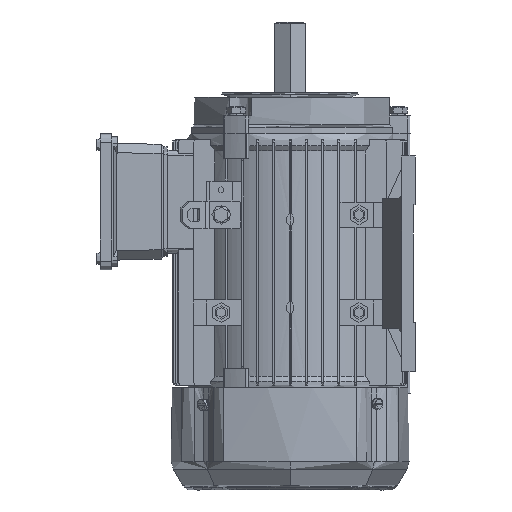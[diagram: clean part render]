
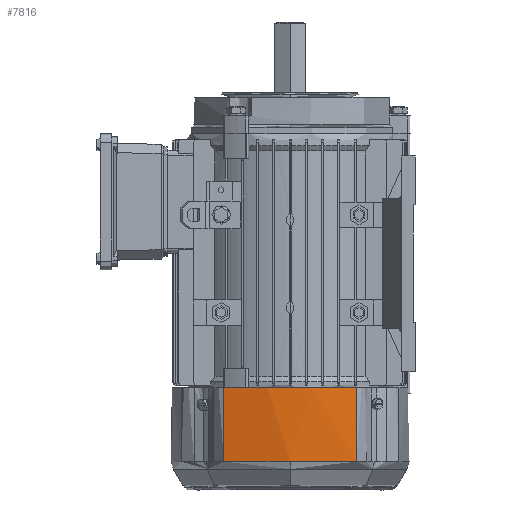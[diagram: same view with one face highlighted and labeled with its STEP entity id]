
A CAD part, left-side view. The second image highlights one B-rep face of the part: STEP entity #7816.
In plain terms, the highlighted cylindrical face has radius 178 mm (diameter 356 mm), a partial arc.
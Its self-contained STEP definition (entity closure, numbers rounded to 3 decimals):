
#6288 = DIRECTION ( 'NONE',  ( 0., 0., -1. ) ) ;
#7816 = ADVANCED_FACE ( 'NONE', ( #225711 ), #124498, .T. ) ;
#13818 = VERTEX_POINT ( 'NONE', #61707 ) ;
#15754 = CARTESIAN_POINT ( 'NONE',  ( -88.236, 48.607, -54.102 ) ) ;
#16249 = VERTEX_POINT ( 'NONE', #124731 ) ;
#24273 = LINE ( 'NONE', #159999, #75348 ) ;
#34213 = CARTESIAN_POINT ( 'NONE',  ( -95., 3.303, -54.102 ) ) ;
#35046 = CARTESIAN_POINT ( 'NONE',  ( -87.95, 49.599, -54.102 ) ) ;
#53736 = CARTESIAN_POINT ( 'NONE',  ( -95., 0., -54.102 ) ) ;
#54292 = CARTESIAN_POINT ( 'NONE',  ( -87.454, 51.282, -54.102 ) ) ;
#54441 = VERTEX_POINT ( 'NONE', #235226 ) ;
#54576 = CARTESIAN_POINT ( 'NONE',  ( -94.321, -17.937, -54.102 ) ) ;
#55578 = VECTOR ( 'NONE', #109516, 1000. ) ;
#61707 = CARTESIAN_POINT ( 'NONE',  ( -86.928, -52.994, 5. ) ) ;
#68331 = B_SPLINE_CURVE_WITH_KNOTS ( 'NONE', 3,
 ( #53736, #130289, #54576, #188694, #73889, #207727 ),
 .UNSPECIFIED., .F., .F.,
 ( 4, 2, 4 ),
 ( 0., 0.5, 1. ),
 .UNSPECIFIED. ) ;
#72788 = CARTESIAN_POINT ( 'NONE',  ( -93.989, 19.786, -54.102 ) ) ;
#73621 = CARTESIAN_POINT ( 'NONE',  ( -87.007, 52.741, -54.102 ) ) ;
#73889 = CARTESIAN_POINT ( 'NONE',  ( -89.598, -44.433, -54.102 ) ) ;
#75348 = VECTOR ( 'NONE', #6288, 1000. ) ;
#75522 = VERTEX_POINT ( 'NONE', #232589 ) ;
#81096 = ORIENTED_EDGE ( 'NONE', *, *, #116497, .T. ) ;
#90108 = CARTESIAN_POINT ( 'NONE',  ( -86.928, -52.994, -65. ) ) ;
#92222 = CARTESIAN_POINT ( 'NONE',  ( -91.655, 34.465, -54.102 ) ) ;
#93033 = CARTESIAN_POINT ( 'NONE',  ( -86.928, 52.994, -54.102 ) ) ;
#102045 = EDGE_CURVE ( 'NONE', #75522, #134356, #68331, .T. ) ;
#104717 = CARTESIAN_POINT ( 'NONE',  ( -86.928, -52.994, -54.102 ) ) ;
#109516 = DIRECTION ( 'NONE',  ( 0., 0., -1. ) ) ;
#111601 = CARTESIAN_POINT ( 'NONE',  ( -89.661, 43.326, -54.102 ) ) ;
#114094 = DIRECTION ( 'NONE',  ( 0., 0., -1. ) ) ;
#115022 = EDGE_CURVE ( 'NONE', #13818, #134356, #208306, .T. ) ;
#116497 = EDGE_CURVE ( 'NONE', #16249, #54441, #24273, .T. ) ;
#124482 = EDGE_CURVE ( 'NONE', #75522, #54441, #126118, .T. ) ;
#124498 = CYLINDRICAL_SURFACE ( 'NONE', #164416, 178. ) ;
#124731 = CARTESIAN_POINT ( 'NONE',  ( -86.928, 52.994, 5. ) ) ;
#126118 = B_SPLINE_CURVE_WITH_KNOTS ( 'NONE', 3,
 ( #148484, #34213, #187611, #72788, #206637, #92222, #225582, #111601, #244474, #130851, #15754, #150140, #35046, #169386, #54292, #188420, #73621, #207466, #93033 ),
 .UNSPECIFIED., .F., .F.,
 ( 4, 1, 1, 1, 1, 1, 1, 1, 1, 1, 1, 1, 1, 1, 1, 1, 4 ),
 ( 0., 0.184, 0.368, 0.552, 0.644, 0.737, 0.829, 0.875, 0.898, 0.921, 0.926, 0.932, 0.944, 0.967, 0.99, 0.995, 1. ),
 .UNSPECIFIED. ) ;
#130289 = CARTESIAN_POINT ( 'NONE',  ( -95., -8.968, -54.102 ) ) ;
#130484 = ORIENTED_EDGE ( 'NONE', *, *, #240578, .T. ) ;
#130851 = CARTESIAN_POINT ( 'NONE',  ( -88.488, 47.713, -54.102 ) ) ;
#134356 = VERTEX_POINT ( 'NONE', #104717 ) ;
#134595 = AXIS2_PLACEMENT_3D ( 'NONE', #228044, #114094, #246897 ) ;
#138501 = ORIENTED_EDGE ( 'NONE', *, *, #102045, .T. ) ;
#148484 = CARTESIAN_POINT ( 'NONE',  ( -95., 0., -54.102 ) ) ;
#150140 = CARTESIAN_POINT ( 'NONE',  ( -88.065, 49.202, -54.102 ) ) ;
#159999 = CARTESIAN_POINT ( 'NONE',  ( -86.928, 52.994, -65. ) ) ;
#164416 = AXIS2_PLACEMENT_3D ( 'NONE', #178237, #181158, #177893 ) ;
#169386 = CARTESIAN_POINT ( 'NONE',  ( -87.748, 50.292, -54.102 ) ) ;
#177893 = DIRECTION ( 'NONE',  ( 1., 0., 0. ) ) ;
#178237 = CARTESIAN_POINT ( 'NONE',  ( 83., 0., -65. ) ) ;
#178602 = ORIENTED_EDGE ( 'NONE', *, *, #115022, .F. ) ;
#181158 = DIRECTION ( 'NONE',  ( 0., 0., 1. ) ) ;
#181925 = ORIENTED_EDGE ( 'NONE', *, *, #124482, .F. ) ;
#187611 = CARTESIAN_POINT ( 'NONE',  ( -94.816, 9.908, -54.102 ) ) ;
#188420 = CARTESIAN_POINT ( 'NONE',  ( -87.184, 52.171, -54.102 ) ) ;
#188694 = CARTESIAN_POINT ( 'NONE',  ( -91.62, -35.669, -54.102 ) ) ;
#206637 = CARTESIAN_POINT ( 'NONE',  ( -92.844, 27.966, -54.102 ) ) ;
#207466 = CARTESIAN_POINT ( 'NONE',  ( -86.953, 52.917, -54.102 ) ) ;
#207727 = CARTESIAN_POINT ( 'NONE',  ( -86.928, -52.994, -54.102 ) ) ;
#208306 = LINE ( 'NONE', #90108, #55578 ) ;
#214502 = EDGE_LOOP ( 'NONE', ( #130484, #81096, #181925, #138501, #178602 ) ) ;
#225582 = CARTESIAN_POINT ( 'NONE',  ( -90.628, 39.312, -54.102 ) ) ;
#225711 = FACE_OUTER_BOUND ( 'NONE', #214502, .T. ) ;
#228044 = CARTESIAN_POINT ( 'NONE',  ( 83., 0., 5. ) ) ;
#232589 = CARTESIAN_POINT ( 'NONE',  ( -95., 0., -54.102 ) ) ;
#235226 = CARTESIAN_POINT ( 'NONE',  ( -86.928, 52.994, -54.102 ) ) ;
#240578 = EDGE_CURVE ( 'NONE', #13818, #16249, #240661, .T. ) ;
#240661 = CIRCLE ( 'NONE', #134595, 178. ) ;
#244474 = CARTESIAN_POINT ( 'NONE',  ( -88.925, 46.12, -54.102 ) ) ;
#246897 = DIRECTION ( 'NONE',  ( 1., 0., 0. ) ) ;
